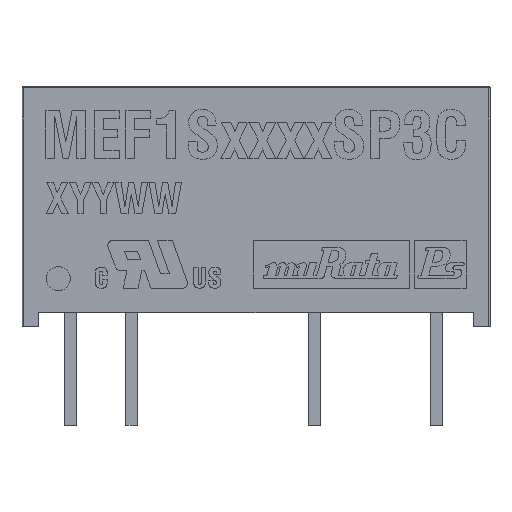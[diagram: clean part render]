
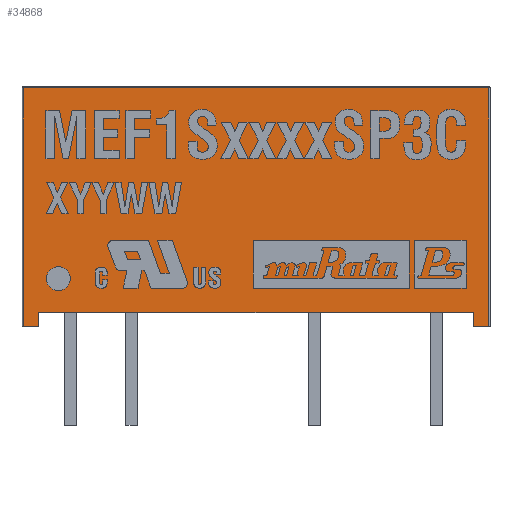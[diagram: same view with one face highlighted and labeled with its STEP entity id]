
A CAD part, top view. The second image highlights one B-rep face of the part: STEP entity #34868.
In plain terms, the highlighted planar face has unit normal (0, 0, 1).
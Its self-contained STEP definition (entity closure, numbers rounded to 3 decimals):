
#739 = ORIENTED_EDGE ( 'NONE', *, *, #23190, .F. ) ;
#1340 = DIRECTION ( 'NONE',  ( 1., 0., 0. ) ) ;
#2385 = VECTOR ( 'NONE', #3888, 1000. ) ;
#3268 = LINE ( 'NONE', #34190, #2385 ) ;
#3888 = DIRECTION ( 'NONE',  ( 0., 1., 0. ) ) ;
#4042 = VECTOR ( 'NONE', #28513, 1000. ) ;
#4335 = LINE ( 'NONE', #32349, #25609 ) ;
#4468 = LINE ( 'NONE', #34316, #25745 ) ;
#4929 = DIRECTION ( 'NONE',  ( 0., 1., 0. ) ) ;
#5354 = VECTOR ( 'NONE', #16481, 1000. ) ;
#6137 = CARTESIAN_POINT ( 'NONE',  ( -1.33, 4.7, 4.75 ) ) ;
#6267 = EDGE_CURVE ( 'NONE', #29397, #7129, #18976, .T. ) ;
#6508 = CARTESIAN_POINT ( 'NONE',  ( -2.03, 4.1, 4.75 ) ) ;
#7129 = VERTEX_POINT ( 'NONE', #17616 ) ;
#7871 = VERTEX_POINT ( 'NONE', #32408 ) ;
#8198 = EDGE_CURVE ( 'NONE', #12398, #27246, #4468, .T. ) ;
#8431 = LINE ( 'NONE', #35928, #23240 ) ;
#8710 = CARTESIAN_POINT ( 'NONE',  ( -1.98, 4.1, 4.75 ) ) ;
#8998 = CARTESIAN_POINT ( 'NONE',  ( -2.03, 14.05, 4.75 ) ) ;
#9271 = DIRECTION ( 'NONE',  ( 1., 0., 0. ) ) ;
#9410 = DIRECTION ( 'NONE',  ( 0., -1., 0. ) ) ;
#9816 = ORIENTED_EDGE ( 'NONE', *, *, #31998, .T. ) ;
#11931 = PLANE ( 'NONE',  #14692 ) ;
#12398 = VERTEX_POINT ( 'NONE', #21651 ) ;
#12564 = ORIENTED_EDGE ( 'NONE', *, *, #8198, .F. ) ;
#12944 = VECTOR ( 'NONE', #9410, 1000. ) ;
#13674 = CARTESIAN_POINT ( 'NONE',  ( -1.98, 4.1, 4.75 ) ) ;
#14619 = ORIENTED_EDGE ( 'NONE', *, *, #6267, .T. ) ;
#14686 = EDGE_LOOP ( 'NONE', ( #12564, #9816, #23320, #15901, #739, #16121, #14619, #25812 ) ) ;
#14692 = AXIS2_PLACEMENT_3D ( 'NONE', #6508, #25927, #9271 ) ;
#14899 = FACE_OUTER_BOUND ( 'NONE', #14686, .T. ) ;
#15668 = VERTEX_POINT ( 'NONE', #20184 ) ;
#15901 = ORIENTED_EDGE ( 'NONE', *, *, #21845, .T. ) ;
#16121 = ORIENTED_EDGE ( 'NONE', *, *, #30837, .T. ) ;
#16481 = DIRECTION ( 'NONE',  ( 0., -1., 0. ) ) ;
#16692 = CARTESIAN_POINT ( 'NONE',  ( 16.77, 4.1, 4.75 ) ) ;
#17052 = EDGE_CURVE ( 'NONE', #24092, #15668, #32670, .T. ) ;
#17616 = CARTESIAN_POINT ( 'NONE',  ( 16.77, 4.7, 4.75 ) ) ;
#17701 = DIRECTION ( 'NONE',  ( -1., 0., 0. ) ) ;
#18100 = VECTOR ( 'NONE', #1340, 1000. ) ;
#18525 = EDGE_CURVE ( 'NONE', #7129, #27246, #34254, .T. ) ;
#18976 = LINE ( 'NONE', #23547, #18100 ) ;
#19353 = DIRECTION ( 'NONE',  ( -1., 0., 0. ) ) ;
#20184 = CARTESIAN_POINT ( 'NONE',  ( -1.98, 14.05, 4.75 ) ) ;
#21651 = CARTESIAN_POINT ( 'NONE',  ( 17.42, 4.1, 4.75 ) ) ;
#21845 = EDGE_CURVE ( 'NONE', #15668, #31854, #27475, .T. ) ;
#23190 = EDGE_CURVE ( 'NONE', #7871, #31854, #8431, .T. ) ;
#23240 = VECTOR ( 'NONE', #19353, 1000. ) ;
#23320 = ORIENTED_EDGE ( 'NONE', *, *, #17052, .T. ) ;
#23547 = CARTESIAN_POINT ( 'NONE',  ( -1.33, 4.7, 4.75 ) ) ;
#24092 = VERTEX_POINT ( 'NONE', #30047 ) ;
#25609 = VECTOR ( 'NONE', #4929, 1000. ) ;
#25745 = VECTOR ( 'NONE', #17701, 1000. ) ;
#25812 = ORIENTED_EDGE ( 'NONE', *, *, #18525, .T. ) ;
#25927 = DIRECTION ( 'NONE',  ( 0., 0., -1. ) ) ;
#26063 = CARTESIAN_POINT ( 'NONE',  ( 16.77, 4.1, 4.75 ) ) ;
#27246 = VERTEX_POINT ( 'NONE', #16692 ) ;
#27475 = LINE ( 'NONE', #13674, #5354 ) ;
#28513 = DIRECTION ( 'NONE',  ( -1., 0., 0. ) ) ;
#29397 = VERTEX_POINT ( 'NONE', #6137 ) ;
#30047 = CARTESIAN_POINT ( 'NONE',  ( 17.42, 14.05, 4.75 ) ) ;
#30837 = EDGE_CURVE ( 'NONE', #7871, #29397, #4335, .T. ) ;
#31854 = VERTEX_POINT ( 'NONE', #8710 ) ;
#31998 = EDGE_CURVE ( 'NONE', #12398, #24092, #3268, .T. ) ;
#32349 = CARTESIAN_POINT ( 'NONE',  ( -1.33, 4.1, 4.75 ) ) ;
#32408 = CARTESIAN_POINT ( 'NONE',  ( -1.33, 4.1, 4.75 ) ) ;
#32670 = LINE ( 'NONE', #8998, #4042 ) ;
#34190 = CARTESIAN_POINT ( 'NONE',  ( 17.42, 4.1, 4.75 ) ) ;
#34254 = LINE ( 'NONE', #26063, #12944 ) ;
#34316 = CARTESIAN_POINT ( 'NONE',  ( -2.03, 4.1, 4.75 ) ) ;
#34868 = ADVANCED_FACE ( 'NONE', ( #14899 ), #11931, .F. ) ;
#35928 = CARTESIAN_POINT ( 'NONE',  ( -2.03, 4.1, 4.75 ) ) ;
